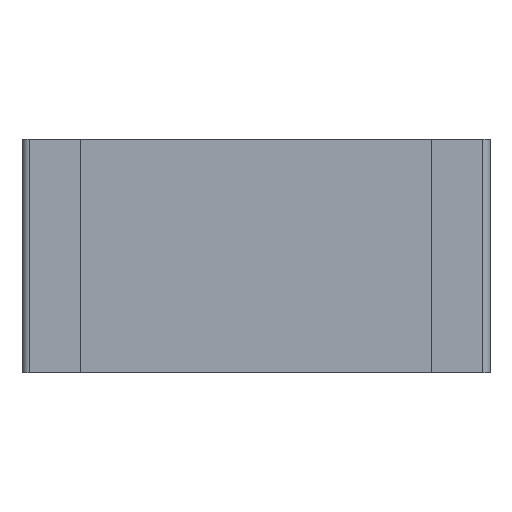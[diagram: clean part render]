
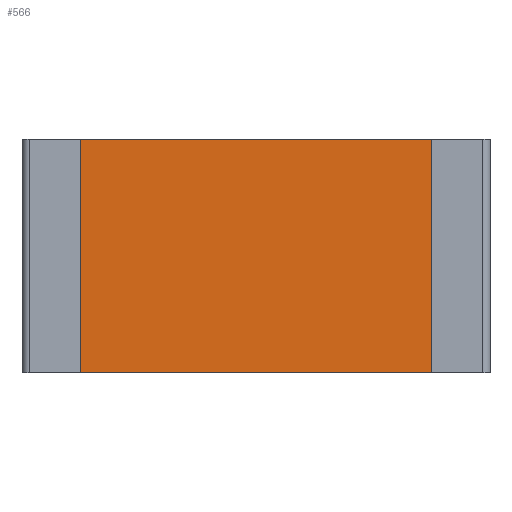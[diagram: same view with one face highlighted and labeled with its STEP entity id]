
A CAD part, front view. The second image highlights one B-rep face of the part: STEP entity #566.
In plain terms, the highlighted planar face has unit normal (0, -1, 0).
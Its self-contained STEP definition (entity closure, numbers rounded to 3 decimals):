
#208 = CARTESIAN_POINT ( 'NONE',  ( -1.55, 0.05, 0.8 ) ) ;
#295 = VECTOR ( 'NONE', #2078, 1000. ) ;
#501 = VECTOR ( 'NONE', #2149, 1000. ) ;
#523 = ORIENTED_EDGE ( 'NONE', *, *, #590, .F. ) ;
#537 = CARTESIAN_POINT ( 'NONE',  ( 1.55, 0.05, 0.8 ) ) ;
#566 = ADVANCED_FACE ( 'NONE', ( #1396 ), #802, .F. ) ;
#568 = CARTESIAN_POINT ( 'NONE',  ( -1.55, 0.05, 0.8 ) ) ;
#570 = DIRECTION ( 'NONE',  ( 0., 0., -1. ) ) ;
#581 = DIRECTION ( 'NONE',  ( 0., 1., 0. ) ) ;
#590 = EDGE_CURVE ( 'NONE', #2439, #1666, #1000, .T. ) ;
#605 = EDGE_CURVE ( 'NONE', #1666, #1677, #1984, .T. ) ;
#710 = DIRECTION ( 'NONE',  ( -1., 0., 0. ) ) ;
#745 = VERTEX_POINT ( 'NONE', #766 ) ;
#766 = CARTESIAN_POINT ( 'NONE',  ( -1.55, 0.05, -0.8 ) ) ;
#802 = PLANE ( 'NONE',  #1714 ) ;
#816 = LINE ( 'NONE', #1627, #1816 ) ;
#862 = CARTESIAN_POINT ( 'NONE',  ( -1.55, 0.05, -0.8 ) ) ;
#990 = ORIENTED_EDGE ( 'NONE', *, *, #1228, .F. ) ;
#1000 = LINE ( 'NONE', #208, #501 ) ;
#1092 = ORIENTED_EDGE ( 'NONE', *, *, #1786, .F. ) ;
#1200 = EDGE_LOOP ( 'NONE', ( #1092, #990, #2047, #523 ) ) ;
#1228 = EDGE_CURVE ( 'NONE', #1677, #745, #816, .T. ) ;
#1396 = FACE_OUTER_BOUND ( 'NONE', #1200, .T. ) ;
#1575 = CARTESIAN_POINT ( 'NONE',  ( 1.55, 0.05, -0.8 ) ) ;
#1595 = CARTESIAN_POINT ( 'NONE',  ( 1.55, 0.05, -0.8 ) ) ;
#1627 = CARTESIAN_POINT ( 'NONE',  ( -1.55, 0.05, -0.8 ) ) ;
#1666 = VERTEX_POINT ( 'NONE', #537 ) ;
#1677 = VERTEX_POINT ( 'NONE', #1595 ) ;
#1695 = LINE ( 'NONE', #862, #295 ) ;
#1714 = AXIS2_PLACEMENT_3D ( 'NONE', #2164, #581, #1762 ) ;
#1762 = DIRECTION ( 'NONE',  ( 0., 0., 1. ) ) ;
#1786 = EDGE_CURVE ( 'NONE', #745, #2439, #1695, .T. ) ;
#1816 = VECTOR ( 'NONE', #710, 1000. ) ;
#1842 = VECTOR ( 'NONE', #570, 1000. ) ;
#1984 = LINE ( 'NONE', #1575, #1842 ) ;
#2047 = ORIENTED_EDGE ( 'NONE', *, *, #605, .F. ) ;
#2078 = DIRECTION ( 'NONE',  ( 0., 0., 1. ) ) ;
#2149 = DIRECTION ( 'NONE',  ( 1., 0., 0. ) ) ;
#2164 = CARTESIAN_POINT ( 'NONE',  ( 0., 0.05, 0. ) ) ;
#2439 = VERTEX_POINT ( 'NONE', #568 ) ;
